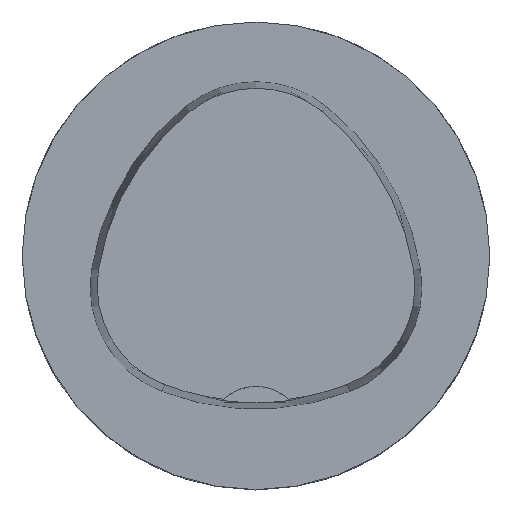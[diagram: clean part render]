
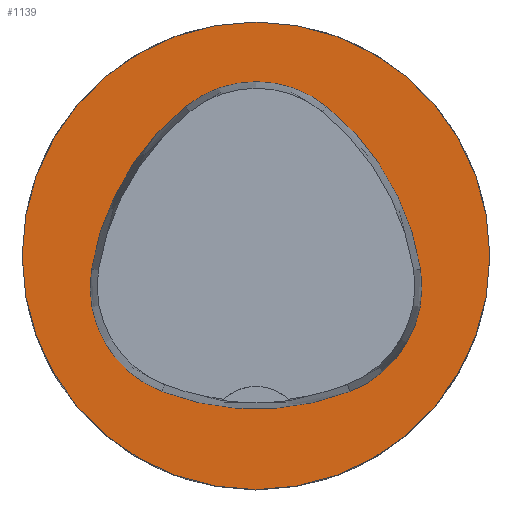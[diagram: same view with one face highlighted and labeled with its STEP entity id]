
A CAD part, top view. The second image highlights one B-rep face of the part: STEP entity #1139.
In plain terms, the highlighted planar face has unit normal (0, 0, 1).
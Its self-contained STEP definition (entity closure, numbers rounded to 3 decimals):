
#218=PLANE('',#7561);
#892=FACE_BOUND('',#2093,.T.);
#893=FACE_BOUND('',#2094,.T.);
#1139=ADVANCED_FACE('',(#892,#893),#218,.T.);
#2093=EDGE_LOOP('',(#3891,#3892,#3893,#3894,#3895,#3896));
#2094=EDGE_LOOP('',(#3897));
#2943=CIRCLE('',#7439,25.);
#2977=CIRCLE('',#7539,28.);
#2979=CIRCLE('',#7542,12.);
#2981=CIRCLE('',#7545,28.);
#2983=CIRCLE('',#7548,12.);
#2987=CIRCLE('',#7553,28.);
#2989=CIRCLE('',#7556,12.);
#3891=ORIENTED_EDGE('',*,*,#6411,.T.);
#3892=ORIENTED_EDGE('',*,*,#6391,.T.);
#3893=ORIENTED_EDGE('',*,*,#6395,.T.);
#3894=ORIENTED_EDGE('',*,*,#6398,.T.);
#3895=ORIENTED_EDGE('',*,*,#6401,.T.);
#3896=ORIENTED_EDGE('',*,*,#6409,.T.);
#3897=ORIENTED_EDGE('',*,*,#6199,.F.);
#5509=VERTEX_POINT('',#10630);
#5627=VERTEX_POINT('',#32179);
#5628=VERTEX_POINT('',#32180);
#5631=VERTEX_POINT('',#32188);
#5633=VERTEX_POINT('',#32194);
#5635=VERTEX_POINT('',#32200);
#5642=VERTEX_POINT('',#32221);
#6199=EDGE_CURVE('',#5509,#5509,#2943,.T.);
#6391=EDGE_CURVE('',#5627,#5628,#2977,.T.);
#6395=EDGE_CURVE('',#5628,#5631,#2979,.T.);
#6398=EDGE_CURVE('',#5631,#5633,#2981,.T.);
#6401=EDGE_CURVE('',#5633,#5635,#2983,.T.);
#6409=EDGE_CURVE('',#5635,#5642,#2987,.T.);
#6411=EDGE_CURVE('',#5642,#5627,#2989,.T.);
#7439=AXIS2_PLACEMENT_3D('',#10629,#8454,#8455);
#7539=AXIS2_PLACEMENT_3D('',#32178,#8670,#8671);
#7542=AXIS2_PLACEMENT_3D('',#32187,#8678,#8679);
#7545=AXIS2_PLACEMENT_3D('',#32193,#8685,#8686);
#7548=AXIS2_PLACEMENT_3D('',#32199,#8692,#8693);
#7553=AXIS2_PLACEMENT_3D('',#32222,#8704,#8705);
#7556=AXIS2_PLACEMENT_3D('',#32225,#8710,#8711);
#7561=AXIS2_PLACEMENT_3D('',#32230,#8720,#8721);
#8454=DIRECTION('',(0.,0.,-1.));
#8455=DIRECTION('',(-1.,0.,0.));
#8670=DIRECTION('',(0.,0.,-1.));
#8671=DIRECTION('',(-1.,0.,0.));
#8678=DIRECTION('',(0.,0.,-1.));
#8679=DIRECTION('',(-1.,0.,0.));
#8685=DIRECTION('',(0.,0.,-1.));
#8686=DIRECTION('',(-1.,0.,0.));
#8692=DIRECTION('',(0.,0.,-1.));
#8693=DIRECTION('',(-1.,0.,0.));
#8704=DIRECTION('',(0.,0.,-1.));
#8705=DIRECTION('',(-1.,0.,0.));
#8710=DIRECTION('',(0.,0.,-1.));
#8711=DIRECTION('',(-1.,0.,0.));
#8720=DIRECTION('',(0.,0.,1.));
#8721=DIRECTION('',(1.,0.,0.));
#10629=CARTESIAN_POINT('',(0.,0.,0.));
#10630=CARTESIAN_POINT('',(-25.,0.,0.));
#32178=CARTESIAN_POINT('',(10.068,-5.824,0.));
#32179=CARTESIAN_POINT('',(-17.584,-1.424,0.));
#32180=CARTESIAN_POINT('',(-7.531,15.953,0.));
#32187=CARTESIAN_POINT('',(0.011,6.62,0.));
#32188=CARTESIAN_POINT('',(7.567,15.942,0.));
#32193=CARTESIAN_POINT('',(-10.063,-5.81,0.));
#32194=CARTESIAN_POINT('',(17.59,-1.418,0.));
#32199=CARTESIAN_POINT('',(5.739,-3.3,0.));
#32200=CARTESIAN_POINT('',(10.05,-14.499,0.));
#32221=CARTESIAN_POINT('',(-10.025,-14.516,0.));
#32222=CARTESIAN_POINT('',(-0.01,11.631,0.));
#32225=CARTESIAN_POINT('',(-5.733,-3.31,0.));
#32230=CARTESIAN_POINT('',(0.,0.,0.));
